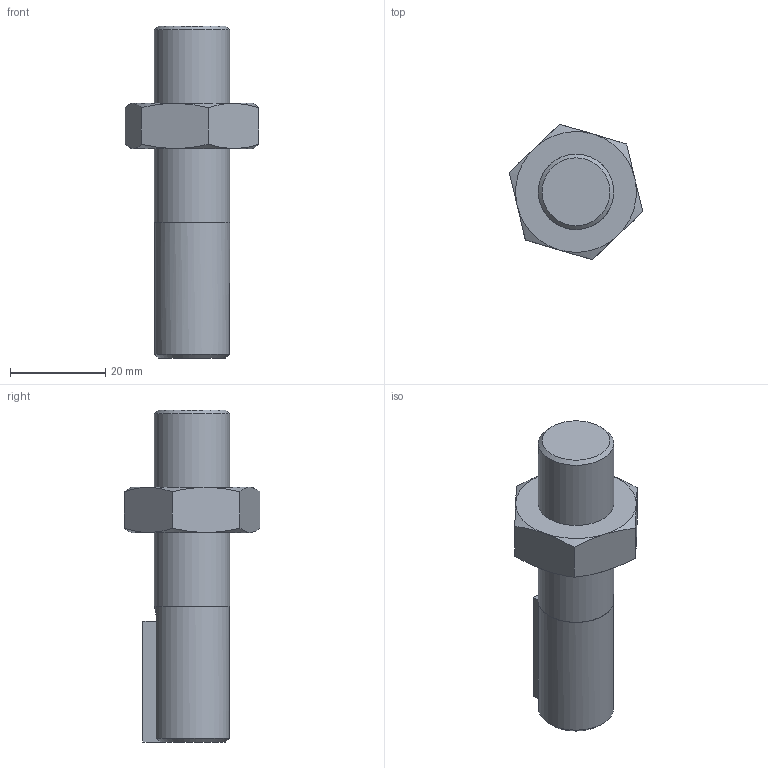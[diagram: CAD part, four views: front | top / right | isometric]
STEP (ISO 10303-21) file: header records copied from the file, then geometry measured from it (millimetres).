
FILE_DESCRIPTION(/* description */ ('Model 303 Stub Shaft assembly. 1/29/2014'),/* implementation_level */ '2;1');
FILE_NAME(/* name */ '303.stp',/* time_stamp */ '2014-01-29T10:36:41-05:00',/* author */ ('GL'),/* organization */ ('Conveyor Components Company, Division of Material Control, Inc.'),/* preprocessor_version */ 'ST-DEVELOPER v15.2',/* originating_system */ 'Autodesk Inventor 2014',/* authorisation */ 'GL');
FILE_SCHEMA (('AUTOMOTIVE_DESIGN { 1 0 10303 214 3 1 1 }'));
Length unit declared in the file: inch
Products named in the file (4): 20200162; 20205117; 20204603; 303
Bounding box: 28.12 x 28.52 x 69.85 mm (x, y, z)
Volume: 17938.2 mm3; surface area: 6449.1 mm2
Topology: 3 solids, 3 shells, 40 faces, 86 edges, 53 vertices
Faces by surface type: plane 20, cone 16, cylinder 4
Full cylindrical faces by diameter (mm): 13.386 x1, 15.799 x1, 15.875 x1
Entity records: 1102 total; most frequent: CARTESIAN_POINT 246, DIRECTION 167, ORIENTED_EDGE 156, EDGE_CURVE 78, AXIS2_PLACEMENT_3D 70, VERTEX_POINT 51, EDGE_LOOP 49, FACE_OUTER_BOUND 40
